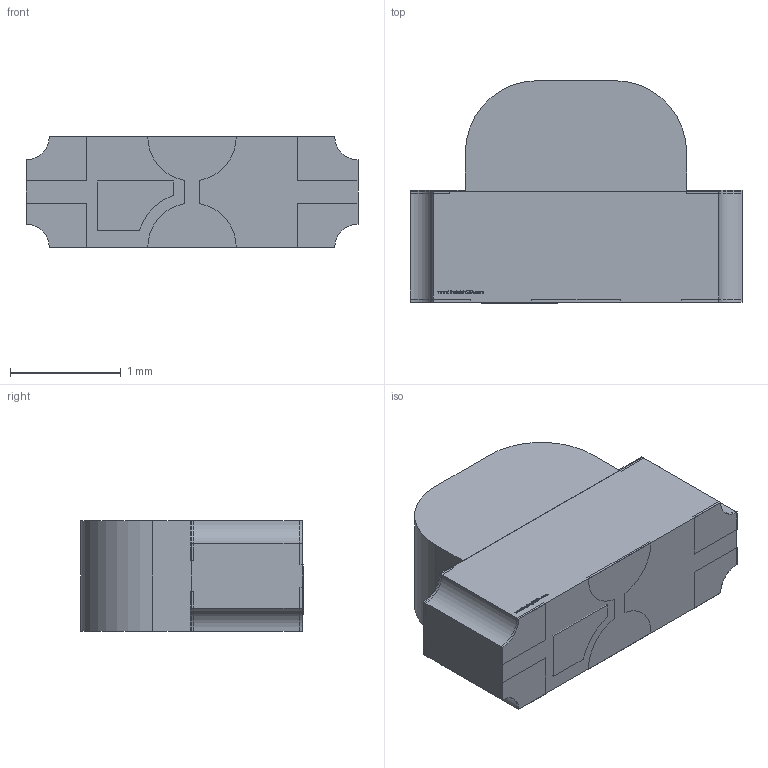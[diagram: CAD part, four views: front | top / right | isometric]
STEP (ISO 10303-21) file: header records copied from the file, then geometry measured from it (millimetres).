
FILE_DESCRIPTION (( 'STEP AP214' ), '1' );
FILE_NAME ('APBA3010.STEP', '2008-09-03T18:05:56', ( '' ), ( '' ), 'SwSTEP 2.0', 'SolidWorks 2008', '' );
FILE_SCHEMA (( 'AUTOMOTIVE_DESIGN' ));
Length unit declared in the file: millimetre
Products named in the file (1): APBA3010
Bounding box: 3 x 2.01 x 1 mm (x, y, z)
Volume: 4.7 mm3; surface area: 27.2 mm2
Topology: 11 solids, 11 shells, 370 faces, 960 edges, 640 vertices
Faces by surface type: plane 232, bspline 116, cylinder 22
Entity records: 20867 total; most frequent: CARTESIAN_POINT 8359, ORIENTED_EDGE 1920, DIRECTION 1282, EDGE_CURVE 960, VECTOR 684, LINE 684, VERTEX_POINT 640, EDGE_LOOP 398
